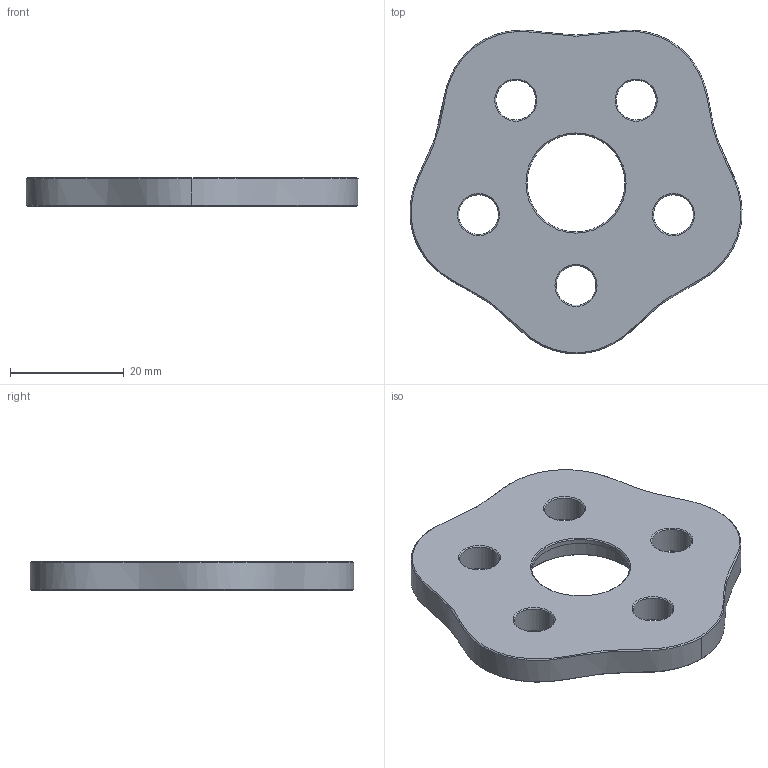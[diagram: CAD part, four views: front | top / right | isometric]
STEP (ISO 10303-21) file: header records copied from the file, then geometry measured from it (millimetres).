
FILE_DESCRIPTION (( 'STEP AP214' ), '1' );
FILE_NAME ('cycloid_rotor.STEP', '2025-05-27T14:01:26', ( '' ), ( '' ), 'SwSTEP 2.0', 'SolidWorks 2025', '' );
FILE_SCHEMA (( 'AUTOMOTIVE_DESIGN' ));
Length unit declared in the file: millimetre
Products named in the file (1): cycloid_rotor_default
Bounding box: 58.34 x 56.86 x 5 mm (x, y, z)
Volume: 9895.2 mm3; surface area: 5835.8 mm2
Topology: 1 solids, 1 shells, 47 faces, 104 edges, 60 vertices
Faces by surface type: cone 24, cylinder 14, bspline 6, plane 3
Entity records: 7116 total; most frequent: CARTESIAN_POINT 6037, DIRECTION 228, ORIENTED_EDGE 208, EDGE_CURVE 104, AXIS2_PLACEMENT_3D 94, EDGE_LOOP 60, VERTEX_POINT 60, CIRCLE 52
